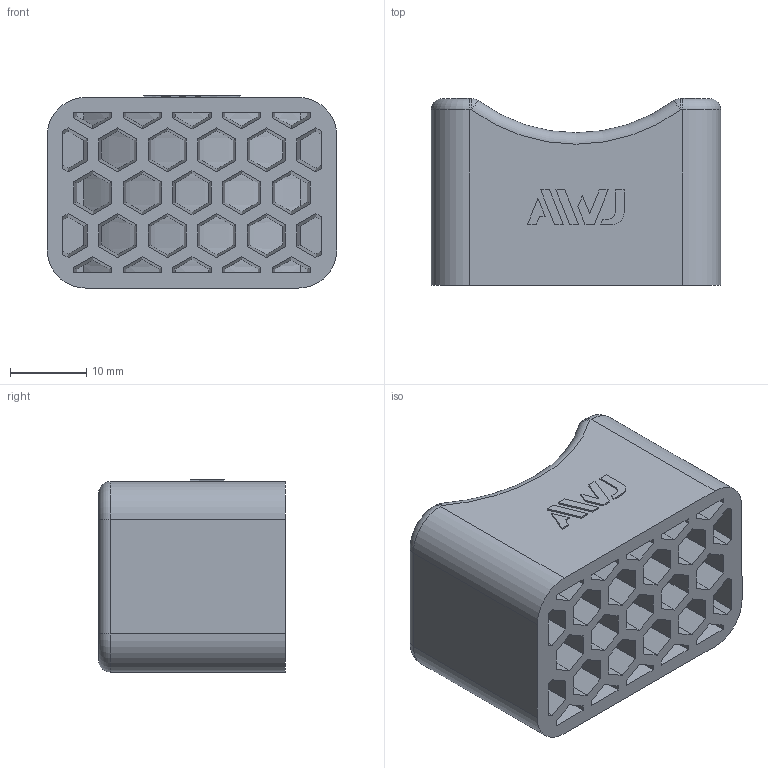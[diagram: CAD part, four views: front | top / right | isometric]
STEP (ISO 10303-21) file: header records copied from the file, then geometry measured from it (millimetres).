
FILE_DESCRIPTION( ( 'STEP AP203' ), '1' );
FILE_NAME( 'SG32・40SU.step', '2022-07-19T09:19:54', ( ' ' ), ( ' ' ), 'XStep 1.0', ' ', ' ' );
FILE_SCHEMA( ( 'CONFIG_CONTROL_DESIGN' ) );
Length unit declared in the file: millimetre
Products named in the file (1): 1
Bounding box: 38 x 24.5 x 25.2 mm (x, y, z)
Volume: 13899.4 mm3; surface area: 11687.6 mm2
Topology: 1 solids, 1 shells, 252 faces, 638 edges, 416 vertices
Faces by surface type: plane 200, cylinder 42, torus 6, sphere 4
Entity records: 7532 total; most frequent: CARTESIAN_POINT 1303, DIRECTION 1270, ORIENTED_EDGE 1268, EDGE_CURVE 634, LINE 504, VECTOR 504, VERTEX_POINT 416, AXIS2_PLACEMENT_3D 383
